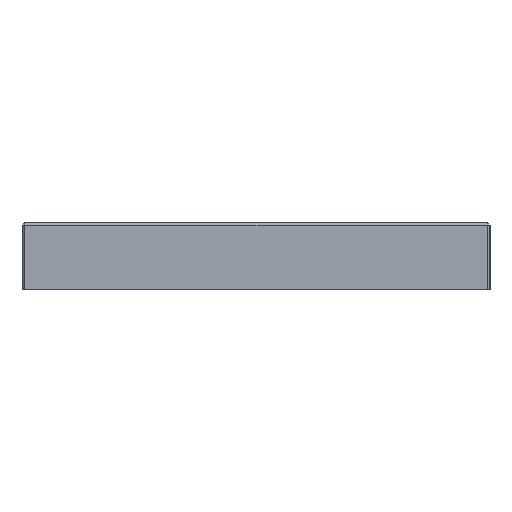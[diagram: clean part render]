
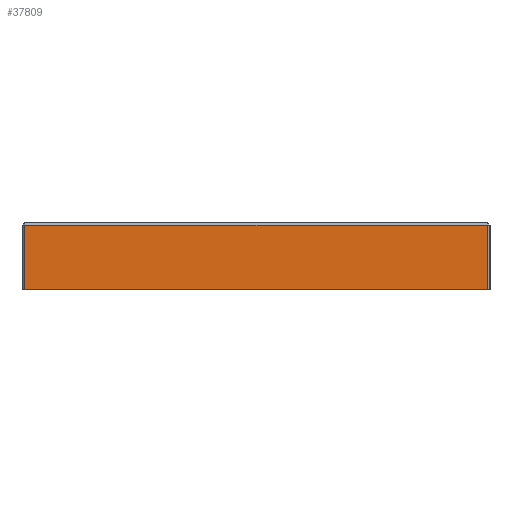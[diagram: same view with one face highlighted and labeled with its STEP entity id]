
A CAD part, left-side view. The second image highlights one B-rep face of the part: STEP entity #37809.
In plain terms, the highlighted planar face has unit normal (-1, 0, 0).
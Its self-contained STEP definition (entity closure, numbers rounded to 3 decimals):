
#1049=PLANE('',#42306);
#2993=FACE_OUTER_BOUND('',#5122,.T.);
#5122=EDGE_LOOP('',(#34766,#34767,#34768,#34769));
#5757=LINE('',#57380,#8894);
#5771=LINE('',#57407,#8908);
#5780=LINE('',#57425,#8917);
#8260=LINE('',#65823,#11397);
#8894=VECTOR('',#44947,10.);
#8908=VECTOR('',#44971,10.);
#8917=VECTOR('',#44990,10.);
#11397=VECTOR('',#54422,10.);
#15253=VERTEX_POINT('',#57373);
#15255=VERTEX_POINT('',#57378);
#15260=VERTEX_POINT('',#57397);
#15262=VERTEX_POINT('',#57403);
#19176=EDGE_CURVE('',#15255,#15253,#5757,.T.);
#19190=EDGE_CURVE('',#15260,#15262,#5771,.T.);
#19199=EDGE_CURVE('',#15253,#15260,#5780,.T.);
#23397=EDGE_CURVE('',#15262,#15255,#8260,.T.);
#34766=ORIENTED_EDGE('',*,*,#19176,.F.);
#34767=ORIENTED_EDGE('',*,*,#23397,.F.);
#34768=ORIENTED_EDGE('',*,*,#19190,.F.);
#34769=ORIENTED_EDGE('',*,*,#19199,.F.);
#37809=ADVANCED_FACE('',(#2993),#1049,.T.);
#42306=AXIS2_PLACEMENT_3D('',#65829,#54433,#54434);
#44947=DIRECTION('',(0.,0.,1.));
#44971=DIRECTION('',(0.,0.,-1.));
#44990=DIRECTION('',(0.,-1.,0.));
#54422=DIRECTION('',(0.,1.,0.));
#54433=DIRECTION('center_axis',(-1.,0.,0.));
#54434=DIRECTION('ref_axis',(0.,-1.,0.));
#57373=CARTESIAN_POINT('',(-14.25,13.5,6.75));
#57378=CARTESIAN_POINT('',(-14.25,13.5,-11.5));
#57380=CARTESIAN_POINT('',(-14.25,13.5,0.));
#57397=CARTESIAN_POINT('',(-14.25,-118.,6.75));
#57403=CARTESIAN_POINT('',(-14.25,-118.,-11.5));
#57407=CARTESIAN_POINT('',(-14.25,-118.,0.));
#57425=CARTESIAN_POINT('',(-14.25,-19.,6.75));
#65823=CARTESIAN_POINT('',(-14.25,-118.75,-11.5));
#65829=CARTESIAN_POINT('Origin',(-14.25,14.25,0.));
